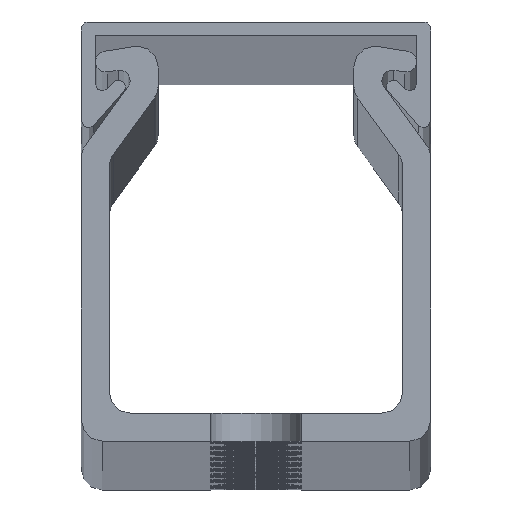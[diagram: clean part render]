
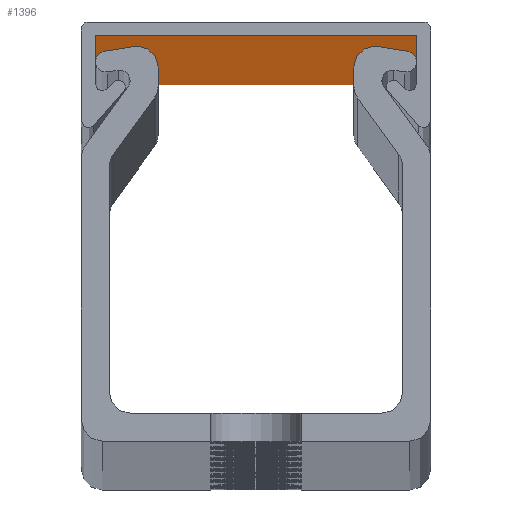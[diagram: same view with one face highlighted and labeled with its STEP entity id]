
A CAD part, top view. The second image highlights one B-rep face of the part: STEP entity #1396.
In plain terms, the highlighted planar face has unit normal (0, -1, 0).
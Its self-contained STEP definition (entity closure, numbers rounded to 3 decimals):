
#16 = DIRECTION ( 'NONE',  ( 1., 0., 0. ) ) ;
#828 = EDGE_CURVE ( 'NONE', #3869, #7096, #11211, .T. ) ;
#1253 = ORIENTED_EDGE ( 'NONE', *, *, #2822, .T. ) ;
#1396 = ADVANCED_FACE ( 'NONE', ( #12981 ), #10283, .F. ) ;
#1654 = ORIENTED_EDGE ( 'NONE', *, *, #1706, .F. ) ;
#1675 = ORIENTED_EDGE ( 'NONE', *, *, #9371, .T. ) ;
#1706 = EDGE_CURVE ( 'NONE', #6697, #7096, #14035, .T. ) ;
#1963 = CARTESIAN_POINT ( 'NONE',  ( -11.5, 29., 1000. ) ) ;
#2159 = CARTESIAN_POINT ( 'NONE',  ( 11.5, 29., -1000. ) ) ;
#2641 = CARTESIAN_POINT ( 'NONE',  ( -11.5, 29., -1000. ) ) ;
#2822 = EDGE_CURVE ( 'NONE', #6697, #10811, #14857, .T. ) ;
#2828 = EDGE_LOOP ( 'NONE', ( #1654, #1253, #1675, #3104 ) ) ;
#3104 = ORIENTED_EDGE ( 'NONE', *, *, #828, .T. ) ;
#3500 = VECTOR ( 'NONE', #12575, 1000. ) ;
#3845 = DIRECTION ( 'NONE',  ( 0., 0., -1. ) ) ;
#3869 = VERTEX_POINT ( 'NONE', #2641 ) ;
#4165 = CARTESIAN_POINT ( 'NONE',  ( -11.5, 29., 1026.373 ) ) ;
#4310 = CARTESIAN_POINT ( 'NONE',  ( -11.5, 29., 1026.373 ) ) ;
#5374 = VECTOR ( 'NONE', #8950, 1000. ) ;
#5389 = VECTOR ( 'NONE', #16, 1000. ) ;
#5808 = VECTOR ( 'NONE', #3845, 1000. ) ;
#6697 = VERTEX_POINT ( 'NONE', #8454 ) ;
#7096 = VERTEX_POINT ( 'NONE', #2159 ) ;
#7519 = CARTESIAN_POINT ( 'NONE',  ( -11.5, 29., -1000. ) ) ;
#8454 = CARTESIAN_POINT ( 'NONE',  ( 11.5, 29., 1000. ) ) ;
#8950 = DIRECTION ( 'NONE',  ( 0., 0., -1. ) ) ;
#9291 = DIRECTION ( 'NONE',  ( 0., 1., 0. ) ) ;
#9371 = EDGE_CURVE ( 'NONE', #10811, #3869, #12607, .T. ) ;
#10283 = PLANE ( 'NONE',  #12168 ) ;
#10811 = VERTEX_POINT ( 'NONE', #1963 ) ;
#11211 = LINE ( 'NONE', #7519, #5389 ) ;
#12168 = AXIS2_PLACEMENT_3D ( 'NONE', #4310, #9291, #15287 ) ;
#12575 = DIRECTION ( 'NONE',  ( -1., 0., 0. ) ) ;
#12607 = LINE ( 'NONE', #4165, #5808 ) ;
#12887 = CARTESIAN_POINT ( 'NONE',  ( 11.5, 29., 1026.373 ) ) ;
#12981 = FACE_OUTER_BOUND ( 'NONE', #2828, .T. ) ;
#14035 = LINE ( 'NONE', #12887, #5374 ) ;
#14857 = LINE ( 'NONE', #15103, #3500 ) ;
#15103 = CARTESIAN_POINT ( 'NONE',  ( -11.5, 29., 1000. ) ) ;
#15287 = DIRECTION ( 'NONE',  ( -1., 0., 0. ) ) ;
